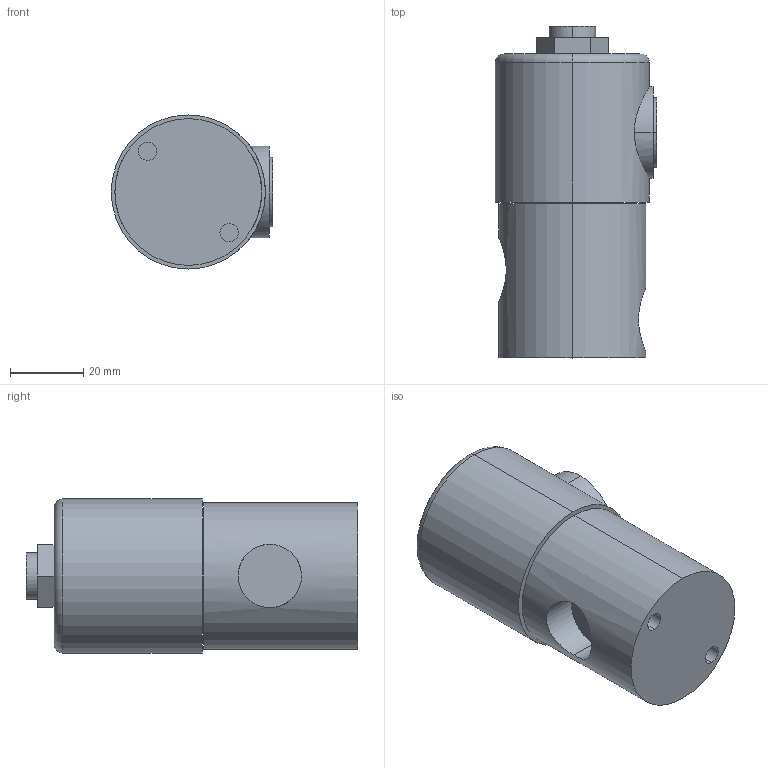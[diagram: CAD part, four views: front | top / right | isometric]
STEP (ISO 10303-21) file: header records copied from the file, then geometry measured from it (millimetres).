
FILE_DESCRIPTION (( 'STEP AP214' ), '1' );
FILE_NAME ('YS301B-3C.STEP', '2025-10-23T06:06:30', ( '' ), ( '' ), 'SwSTEP 2.0', 'SolidWorks 2024', '' );
FILE_SCHEMA (( 'AUTOMOTIVE_DESIGN' ));
Length unit declared in the file: millimetre
Products named in the file (3): YS301B-3C; ZS301-2_3C; AS301B
Assembly tree (2 placements, depth 2):
  YS301B-3C
    ZS301-2_3C
    AS301B
Bounding box: 44 x 90.43 x 42 mm (x, y, z)
Volume: 106720.4 mm3; surface area: 18844.6 mm2
Topology: 2 solids, 2 shells, 47 faces, 94 edges, 62 vertices
Faces by surface type: cylinder 24, plane 21, torus 2
Entity records: 1596 total; most frequent: CARTESIAN_POINT 490, DIRECTION 238, ORIENTED_EDGE 188, AXIS2_PLACEMENT_3D 98, EDGE_CURVE 94, VERTEX_POINT 62, EDGE_LOOP 58, ADVANCED_FACE 47
